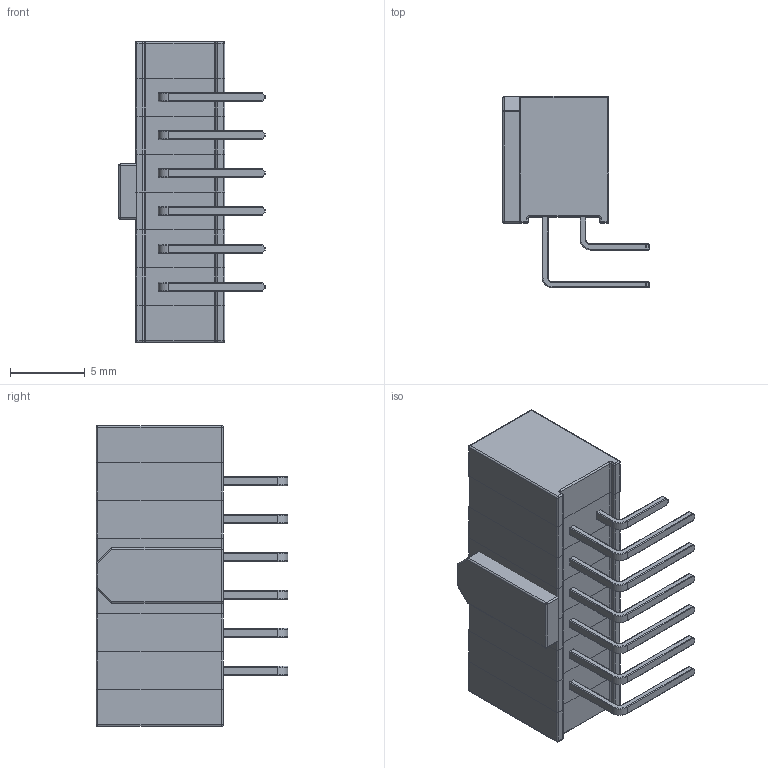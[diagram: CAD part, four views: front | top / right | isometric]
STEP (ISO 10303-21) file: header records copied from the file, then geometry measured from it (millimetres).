
FILE_DESCRIPTION (( 'STEP AP214' ), '1' );
FILE_NAME ('SFH11-xxPC-D04-RA-BK.STEP', '2018-08-02T15:15:41', ( '' ), ( '' ), 'SwSTEP 2.0', 'SolidWorks 2014', '' );
FILE_SCHEMA (( 'AUTOMOTIVE_DESIGN' ));
Length unit declared in the file: millimetre
Products named in the file (4): SFH11-xxPC-D04-RA-BK; Polarizing Key; end; body section with RA gold pins
Assembly tree (9 placements, depth 2):
  SFH11-xxPC-D04-RA-BK
    body section with RA gold pins  x6
    end  x2
    Polarizing Key
Bounding box: 9.8 x 12.84 x 20.16 mm (x, y, z)
Volume: 1000.1 mm3; surface area: 1899 mm2
Topology: 21 solids, 21 shells, 1222 faces, 2786 edges, 1458 vertices
Faces by surface type: cylinder 572, plane 316, sphere 162, bspline 120, torus 52
Entity records: 6910 total; most frequent: CARTESIAN_POINT 1428, DIRECTION 1194, ORIENTED_EDGE 1064, EDGE_CURVE 532, AXIS2_PLACEMENT_3D 462, VERTEX_POINT 296, VECTOR 270, LINE 270
